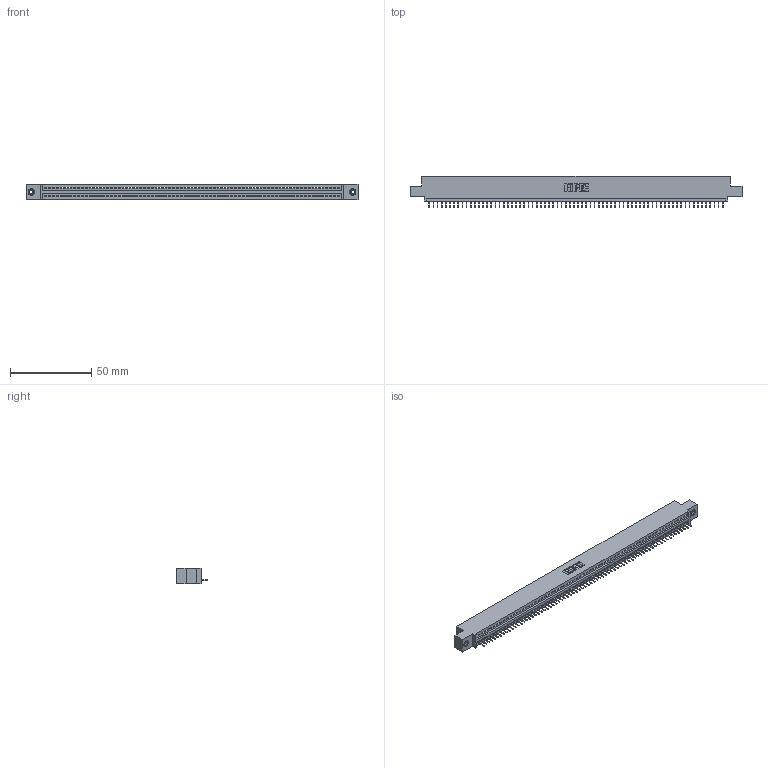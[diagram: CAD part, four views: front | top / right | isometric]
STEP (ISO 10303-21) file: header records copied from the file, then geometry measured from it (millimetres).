
FILE_DESCRIPTION (( 'STEP AP203' ), '1' );
FILE_NAME ('395-072-524-408.STEP', '2019-10-26T09:13:10', ( '' ), ( '' ), 'SwSTEP 2.0', 'SolidWorks 2016', '' );
FILE_SCHEMA (( 'CONFIG_CONTROL_DESIGN' ));
Length unit declared in the file: inch
Products named in the file (4): 395-072-524-408; 345-250-001_345-250-003-102; 345-292-001_345-293-124; 345 Part_0.110 Offset - 0.156 Dia-TI
Assembly tree (75 placements, depth 2):
  395-072-524-408
    345 Part_0.110 Offset - 0.156 Dia-TI
    345-292-001_345-293-124  x72
    345-250-001_345-250-003-102  x2
Bounding box: 204.09 x 19.35 x 9.4 mm (x, y, z)
Volume: 19266 mm3; surface area: 25202.2 mm2
Topology: 75 solids, 75 shells, 4654 faces, 13449 edges, 8670 vertices
Faces by surface type: plane 3428, cylinder 1210, cone 12, torus 4
Entity records: 51542 total; most frequent: CARTESIAN_POINT 8907, ORIENTED_EDGE 8906, DIRECTION 7763, EDGE_CURVE 4453, LINE 4017, VECTOR 4017, VERTEX_POINT 2960, AXIS2_PLACEMENT_3D 1873
